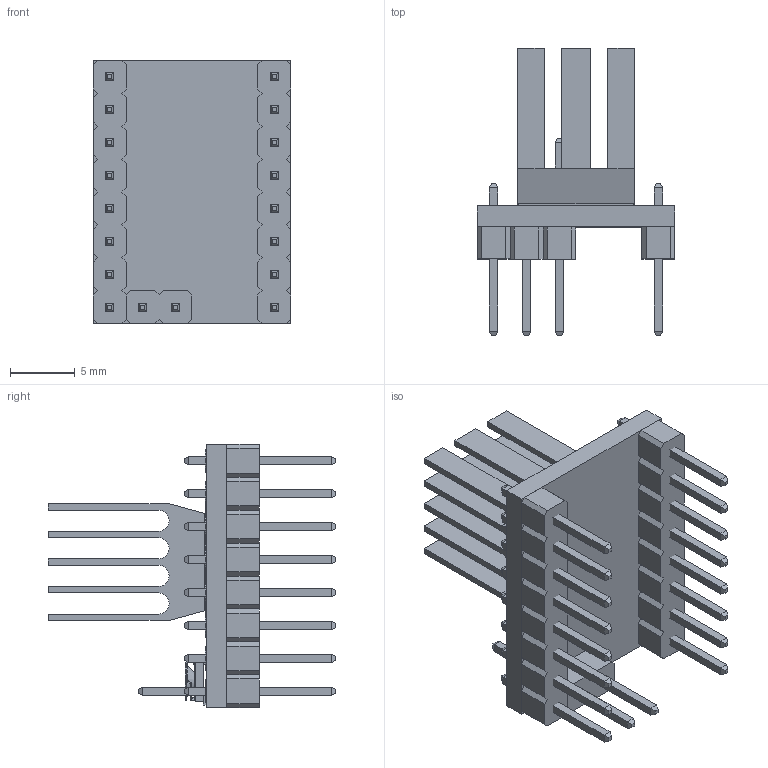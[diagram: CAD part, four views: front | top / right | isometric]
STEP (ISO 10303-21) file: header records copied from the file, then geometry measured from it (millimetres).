
FILE_DESCRIPTION (( 'STEP AP214' ), '1' );
FILE_NAME ('TMC2209-V1.2 Bigtreetech.STEP', '2022-06-23T07:38:20', ( '' ), ( '' ), 'SwSTEP 2.0', 'SolidWorks 2021', '' );
FILE_SCHEMA (( 'AUTOMOTIVE_DESIGN' ));
Length unit declared in the file: millimetre
Products named in the file (7): Pin_Header_1x8_red; TMC2209-V1.2 Bigtreetech; TMC2209_heatsink; Pin_Header_1x8_black; Pin_Header_1x2_red; EVM-3E___ _________; TMC2209_board
Assembly tree (6 placements, depth 2):
  TMC2209-V1.2 Bigtreetech
    TMC2209_board
    Pin_Header_1x2_red
    Pin_Header_1x8_red
    Pin_Header_1x8_black
    EVM-3E___ _________
    TMC2209_heatsink
Bounding box: 15.24 x 22.13 x 20.32 mm (x, y, z)
Volume: 1217.5 mm3; surface area: 2904.1 mm2
Topology: 40 solids, 40 shells, 855 faces, 2339 edges, 1629 vertices
Faces by surface type: plane 711, cylinder 109, bspline 26, cone 5, sphere 4
Entity records: 36248 total; most frequent: CARTESIAN_POINT 8161, ORIENTED_EDGE 4670, DIRECTION 3998, EDGE_CURVE 2335, LINE 1844, VECTOR 1844, VERTEX_POINT 1629, AXIS2_PLACEMENT_3D 1077
